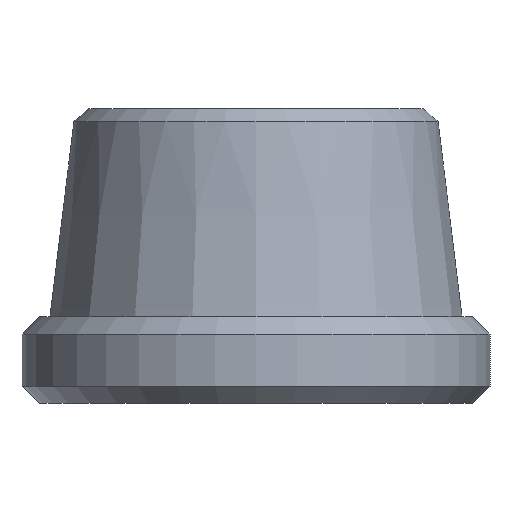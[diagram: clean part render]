
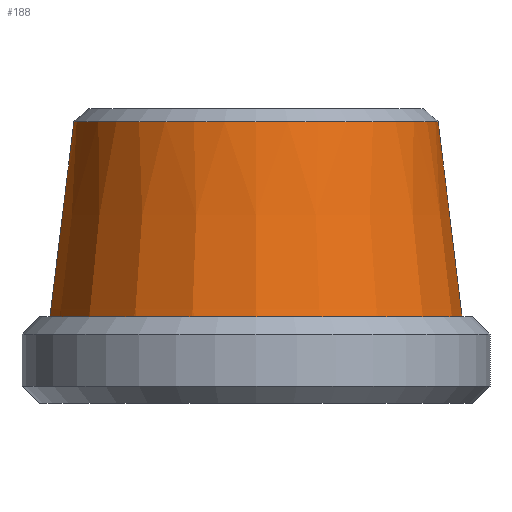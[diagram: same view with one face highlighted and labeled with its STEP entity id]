
A CAD part, front view. The second image highlights one B-rep face of the part: STEP entity #188.
In plain terms, the highlighted conical face has half-angle 7 degrees and reference radius 12.5 mm.
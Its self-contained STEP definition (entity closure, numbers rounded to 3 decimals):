
#34=FACE_OUTER_BOUND('',#49,.T.);
#49=EDGE_LOOP('',(#146,#147,#148,#149));
#66=LINE('',#329,#75);
#75=VECTOR('',#268,12.5);
#85=CIRCLE('',#221,10.504);
#86=CIRCLE('',#223,12.5);
#99=VERTEX_POINT('',#323);
#100=VERTEX_POINT('',#327);
#115=EDGE_CURVE('',#99,#99,#85,.T.);
#117=EDGE_CURVE('',#100,#100,#86,.T.);
#118=EDGE_CURVE('',#100,#99,#66,.T.);
#146=ORIENTED_EDGE('',*,*,#117,.F.);
#147=ORIENTED_EDGE('',*,*,#118,.T.);
#148=ORIENTED_EDGE('',*,*,#115,.T.);
#149=ORIENTED_EDGE('',*,*,#118,.F.);
#181=CONICAL_SURFACE('',#222,12.5,0.122);
#188=ADVANCED_FACE('',(#34),#181,.T.);
#221=AXIS2_PLACEMENT_3D('',#324,#261,#262);
#222=AXIS2_PLACEMENT_3D('',#326,#264,#265);
#223=AXIS2_PLACEMENT_3D('',#328,#266,#267);
#261=DIRECTION('center_axis',(0.,0.,-1.));
#262=DIRECTION('ref_axis',(1.,0.,0.));
#264=DIRECTION('center_axis',(0.,0.,-1.));
#265=DIRECTION('ref_axis',(1.,0.,0.));
#266=DIRECTION('center_axis',(0.,0.,-1.));
#267=DIRECTION('ref_axis',(1.,0.,0.));
#268=DIRECTION('',(0.122,0.,0.993));
#323=CARTESIAN_POINT('',(-249.224,-168.75,549.256));
#324=CARTESIAN_POINT('Origin',(-238.72,-168.75,549.256));
#326=CARTESIAN_POINT('Origin',(-238.72,-168.75,533.));
#327=CARTESIAN_POINT('',(-251.22,-168.75,533.));
#328=CARTESIAN_POINT('Origin',(-238.72,-168.75,533.));
#329=CARTESIAN_POINT('',(-251.22,-168.75,533.));
